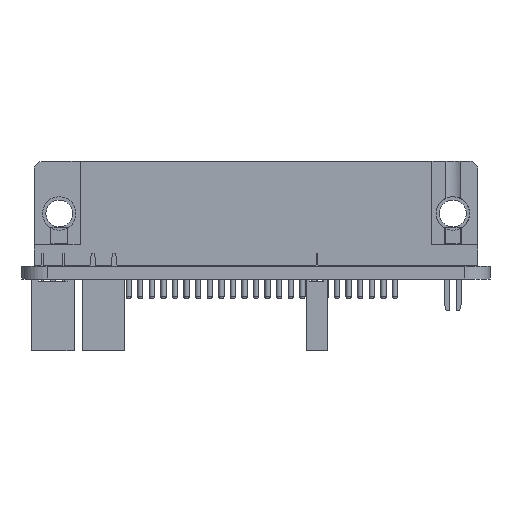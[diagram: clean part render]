
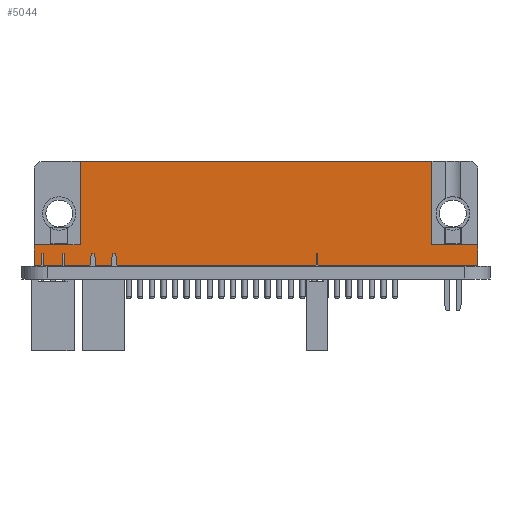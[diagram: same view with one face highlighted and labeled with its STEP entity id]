
A CAD part, left-side view. The second image highlights one B-rep face of the part: STEP entity #5044.
In plain terms, the highlighted face is planar.
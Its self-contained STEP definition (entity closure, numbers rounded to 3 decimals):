
#4170 = VERTEX_POINT('',#4171);
#4171 = CARTESIAN_POINT('',(4.43,0.82,12.5));
#4177 = EDGE_CURVE('',#4170,#4178,#4180,.T.);
#4178 = VERTEX_POINT('',#4179);
#4179 = CARTESIAN_POINT('',(-37.67,0.82,12.5));
#4180 = LINE('',#4181,#4182);
#4181 = CARTESIAN_POINT('',(9.93,0.82,12.5));
#4182 = VECTOR('',#4183,1.);
#4183 = DIRECTION('',(-1.,0.,0.));
#4293 = VERTEX_POINT('',#4294);
#4294 = CARTESIAN_POINT('',(9.93,0.82,0.));
#4300 = EDGE_CURVE('',#4293,#4301,#4303,.T.);
#4301 = VERTEX_POINT('',#4302);
#4302 = CARTESIAN_POINT('',(9.93,0.82,2.5));
#4303 = LINE('',#4304,#4305);
#4304 = CARTESIAN_POINT('',(9.93,0.82,0.));
#4305 = VECTOR('',#4306,1.);
#4306 = DIRECTION('',(0.,0.,1.));
#4341 = VERTEX_POINT('',#4342);
#4342 = CARTESIAN_POINT('',(-43.17,0.82,2.5));
#4348 = EDGE_CURVE('',#4341,#4349,#4351,.T.);
#4349 = VERTEX_POINT('',#4350);
#4350 = CARTESIAN_POINT('',(-43.17,0.82,0.));
#4351 = LINE('',#4352,#4353);
#4352 = CARTESIAN_POINT('',(-43.17,0.82,12.5));
#4353 = VECTOR('',#4354,1.);
#4354 = DIRECTION('',(0.,0.,-1.));
#4411 = EDGE_CURVE('',#4349,#4293,#4412,.T.);
#4412 = LINE('',#4413,#4414);
#4413 = CARTESIAN_POINT('',(-43.17,0.82,0.));
#4414 = VECTOR('',#4415,1.);
#4415 = DIRECTION('',(1.,0.,0.));
#5026 = VERTEX_POINT('',#5027);
#5027 = CARTESIAN_POINT('',(-37.67,0.82,2.5));
#5033 = EDGE_CURVE('',#5026,#4178,#5034,.T.);
#5034 = LINE('',#5035,#5036);
#5035 = CARTESIAN_POINT('',(-37.67,0.82,4.375));
#5036 = VECTOR('',#5037,1.);
#5037 = DIRECTION('',(0.,0.,1.));
#5044 = ADVANCED_FACE('',(#5045),#5072,.F.);
#5045 = FACE_BOUND('',#5046,.F.);
#5046 = EDGE_LOOP('',(#5047,#5055,#5056,#5057,#5063,#5064,#5065,#5066));
#5047 = ORIENTED_EDGE('',*,*,#5048,.F.);
#5048 = EDGE_CURVE('',#4170,#5049,#5051,.T.);
#5049 = VERTEX_POINT('',#5050);
#5050 = CARTESIAN_POINT('',(4.43,0.82,2.5));
#5051 = LINE('',#5052,#5053);
#5052 = CARTESIAN_POINT('',(4.43,0.82,10.625));
#5053 = VECTOR('',#5054,1.);
#5054 = DIRECTION('',(0.,0.,-1.));
#5055 = ORIENTED_EDGE('',*,*,#4177,.T.);
#5056 = ORIENTED_EDGE('',*,*,#5033,.F.);
#5057 = ORIENTED_EDGE('',*,*,#5058,.F.);
#5058 = EDGE_CURVE('',#4341,#5026,#5059,.T.);
#5059 = LINE('',#5060,#5061);
#5060 = CARTESIAN_POINT('',(-30.645,0.82,2.5));
#5061 = VECTOR('',#5062,1.);
#5062 = DIRECTION('',(1.,0.,0.));
#5063 = ORIENTED_EDGE('',*,*,#4348,.T.);
#5064 = ORIENTED_EDGE('',*,*,#4411,.T.);
#5065 = ORIENTED_EDGE('',*,*,#4300,.T.);
#5066 = ORIENTED_EDGE('',*,*,#5067,.F.);
#5067 = EDGE_CURVE('',#5049,#4301,#5068,.T.);
#5068 = LINE('',#5069,#5070);
#5069 = CARTESIAN_POINT('',(-6.095,0.82,2.5));
#5070 = VECTOR('',#5071,1.);
#5071 = DIRECTION('',(1.,0.,0.));
#5072 = PLANE('',#5073);
#5073 = AXIS2_PLACEMENT_3D('',#5074,#5075,#5076);
#5074 = CARTESIAN_POINT('',(-16.62,0.82,6.25));
#5075 = DIRECTION('',(0.,-1.,0.));
#5076 = DIRECTION('',(1.,0.,0.));
